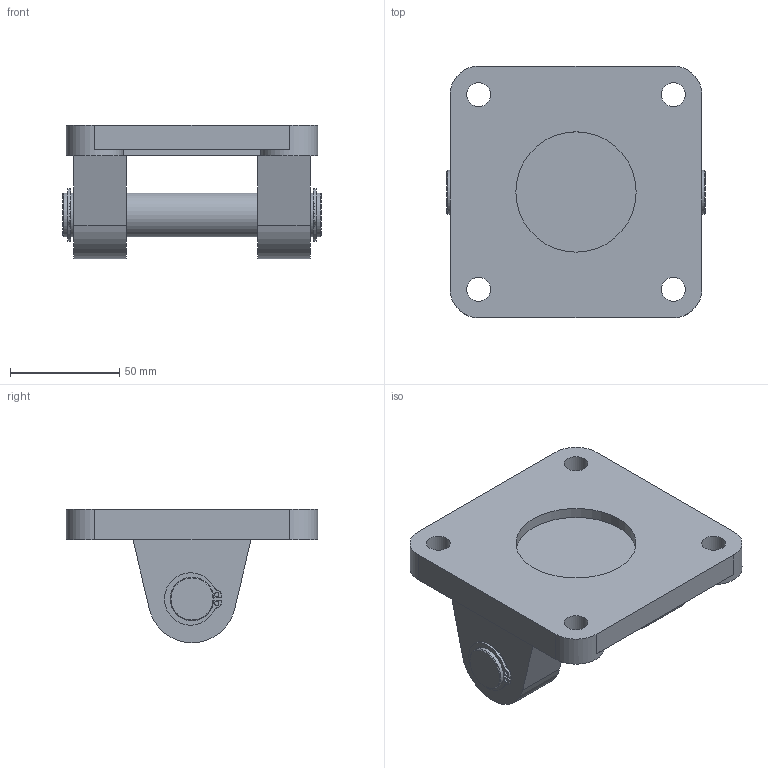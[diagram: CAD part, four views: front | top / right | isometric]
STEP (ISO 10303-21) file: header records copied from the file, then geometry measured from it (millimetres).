
FILE_DESCRIPTION(/* description */ (''),/* implementation_level */ '2;1');
FILE_NAME(/* name */ 'CAD_9244.stp',/* time_stamp */ '2017-10-27T12:58:38+02:00',/* author */ ('Hypex'),/* organization */ ('Hypex'),/* preprocessor_version */ 'ST-DEVELOPER v16.1',/* originating_system */ 'Autodesk Inventor 2016',/* authorisation */ '');
FILE_SCHEMA (('AUTOMOTIVE_DESIGN { 1 0 10303 214 3 1 1 }'));
Length unit declared in the file: millimetre
Products named in the file (1): CAD_9244
Bounding box: 118 x 115 x 61 mm (x, y, z)
Volume: 270499.3 mm3; surface area: 50101.6 mm2
Topology: 1 solids, 1 shells, 79 faces, 194 edges, 128 vertices
Faces by surface type: cylinder 40, plane 37, cone 2
Full cylindrical faces by diameter (mm): 2 x4, 11 x4, 18 x4, 19 x2, 20 x5, 55 x1
Entity records: 2262 total; most frequent: DIRECTION 416, CARTESIAN_POINT 368, ORIENTED_EDGE 332, AXIS2_PLACEMENT_3D 170, EDGE_CURVE 166, EDGE_LOOP 130, VERTEX_POINT 122, CIRCLE 90
